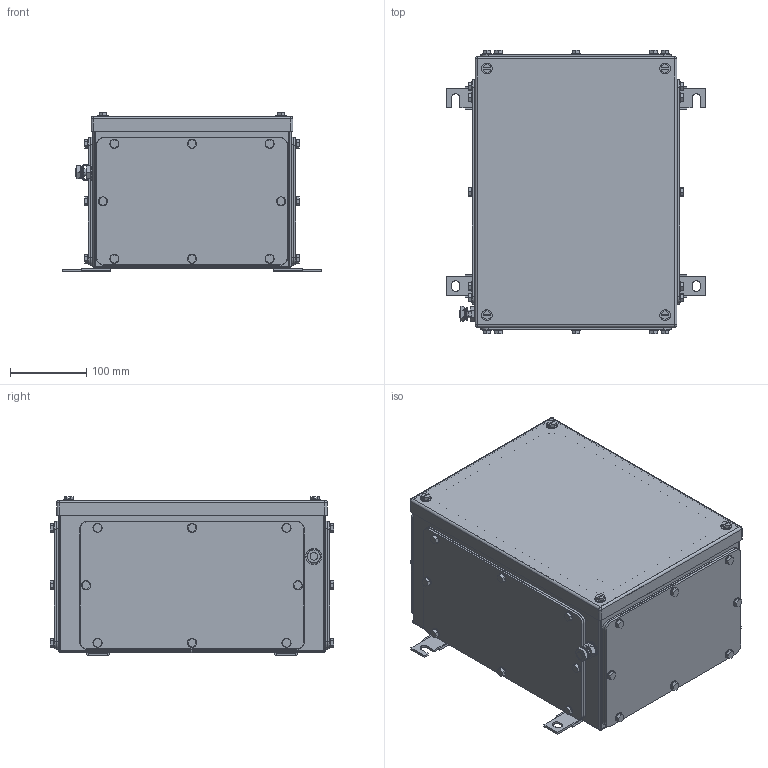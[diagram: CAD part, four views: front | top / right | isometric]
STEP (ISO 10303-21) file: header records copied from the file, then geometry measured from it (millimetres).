
FILE_DESCRIPTION(('CATIA V5 STEP Exchange','CAx-IF Rec.Pracs.--- Model Styling and Organization---1.4--- 2014-01-23'),'2;1');
FILE_NAME ('008638-4_3_1195990000_1195990000.stp','2019-09-25T05:53:34+00:00',('none'),('Weidmueller'),'CATIA Version 5-6 Release 2016 SP3 HF44','CATIA V5 STEP AP214','none');
FILE_SCHEMA(('AUTOMOTIVE_DESIGN { 1 0 10303 214 1 1 1 1 }'));
Products named in the file (1): 1195990000
Bounding box: 341 x 372 x 208.5 mm (x, y, z)
Volume: 1336737.9 mm3; surface area: 1293292 mm2
Topology: 104 solids, 104 shells, 2108 faces, 4848 edges, 3056 vertices
Faces by surface type: cylinder 1014, plane 820, cone 252, sphere 16, torus 6
Entity records: 57289 total; most frequent: CARTESIAN_POINT 12500, ORIENTED_EDGE 9504, DIRECTION 7471, EDGE_CURVE 4752, AXIS2_PLACEMENT_3D 3412, VERTEX_POINT 3056, EDGE_LOOP 2564, VECTOR 2522
